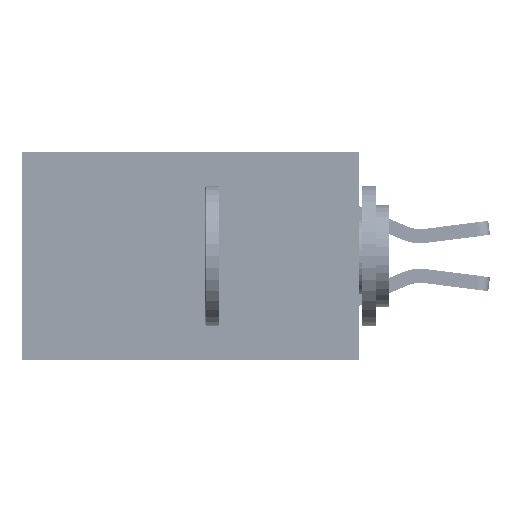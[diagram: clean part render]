
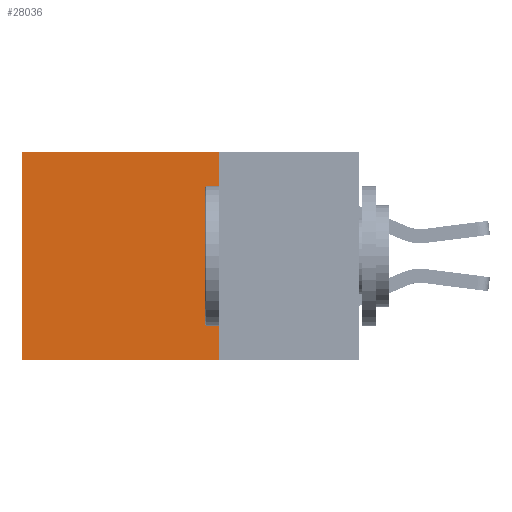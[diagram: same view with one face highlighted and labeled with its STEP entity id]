
A CAD part, left-side view. The second image highlights one B-rep face of the part: STEP entity #28036.
In plain terms, the highlighted planar face has unit normal (-1, 0, 0).
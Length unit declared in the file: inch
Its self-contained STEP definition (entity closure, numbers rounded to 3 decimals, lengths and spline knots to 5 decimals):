
#894 = CARTESIAN_POINT ( 'NONE',  ( 0.2875, 0.6, 0. ) ) ;
#1940 = LINE ( 'NONE', #36681, #4487 ) ;
#2430 = LINE ( 'NONE', #18982, #24453 ) ;
#2698 = AXIS2_PLACEMENT_3D ( 'NONE', #35370, #32347, #38957 ) ;
#2753 = LINE ( 'NONE', #10863, #26812 ) ;
#4487 = VECTOR ( 'NONE', #36538, 39.37008 ) ;
#5893 = EDGE_CURVE ( 'NONE', #29365, #10065, #1940, .T. ) ;
#8989 = CARTESIAN_POINT ( 'NONE',  ( 0.2875, 0.6, 0. ) ) ;
#10065 = VERTEX_POINT ( 'NONE', #894 ) ;
#10179 = EDGE_LOOP ( 'NONE', ( #36782, #24576, #15780, #14316 ) ) ;
#10863 = CARTESIAN_POINT ( 'NONE',  ( 0.2875, 0.25, -0.37 ) ) ;
#12643 = PLANE ( 'NONE',  #2698 ) ;
#12689 = DIRECTION ( 'NONE',  ( 0., 0., -1. ) ) ;
#14316 = ORIENTED_EDGE ( 'NONE', *, *, #5893, .T. ) ;
#15780 = ORIENTED_EDGE ( 'NONE', *, *, #17786, .F. ) ;
#17786 = EDGE_CURVE ( 'NONE', #29365, #31380, #2430, .T. ) ;
#18868 = DIRECTION ( 'NONE',  ( 0., 0., -1. ) ) ;
#18982 = CARTESIAN_POINT ( 'NONE',  ( 0.2875, 0.25, 0. ) ) ;
#21674 = FACE_OUTER_BOUND ( 'NONE', #10179, .T. ) ;
#24244 = LINE ( 'NONE', #8989, #36549 ) ;
#24453 = VECTOR ( 'NONE', #12689, 39.37008 ) ;
#24576 = ORIENTED_EDGE ( 'NONE', *, *, #38151, .F. ) ;
#26703 = DIRECTION ( 'NONE',  ( 0., 1., 0. ) ) ;
#26812 = VECTOR ( 'NONE', #26703, 39.37008 ) ;
#26994 = CARTESIAN_POINT ( 'NONE',  ( 0.2875, 0.6, -0.37 ) ) ;
#28036 = ADVANCED_FACE ( 'NONE', ( #21674 ), #12643, .F. ) ;
#28487 = CARTESIAN_POINT ( 'NONE',  ( 0.2875, 0.25, 0. ) ) ;
#29365 = VERTEX_POINT ( 'NONE', #28487 ) ;
#29664 = VERTEX_POINT ( 'NONE', #26994 ) ;
#31380 = VERTEX_POINT ( 'NONE', #36598 ) ;
#32347 = DIRECTION ( 'NONE',  ( 1., 0., 0. ) ) ;
#35370 = CARTESIAN_POINT ( 'NONE',  ( 0.2875, 0.25, 0. ) ) ;
#36538 = DIRECTION ( 'NONE',  ( 0., 1., 0. ) ) ;
#36549 = VECTOR ( 'NONE', #18868, 39.37008 ) ;
#36598 = CARTESIAN_POINT ( 'NONE',  ( 0.2875, 0.25, -0.37 ) ) ;
#36681 = CARTESIAN_POINT ( 'NONE',  ( 0.2875, 0.25, 0. ) ) ;
#36782 = ORIENTED_EDGE ( 'NONE', *, *, #37875, .T. ) ;
#37875 = EDGE_CURVE ( 'NONE', #10065, #29664, #24244, .T. ) ;
#38151 = EDGE_CURVE ( 'NONE', #31380, #29664, #2753, .T. ) ;
#38957 = DIRECTION ( 'NONE',  ( 0., 0., -1. ) ) ;
